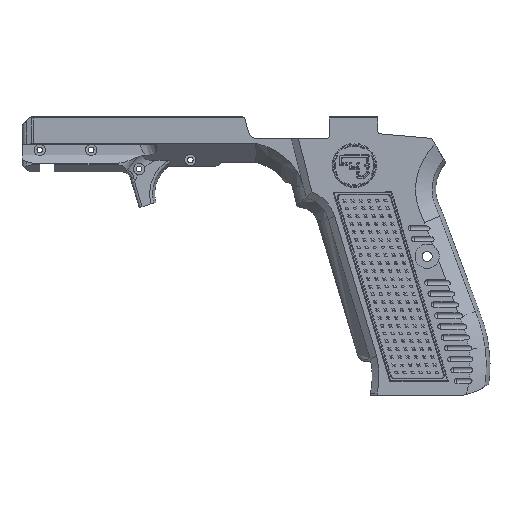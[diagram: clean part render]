
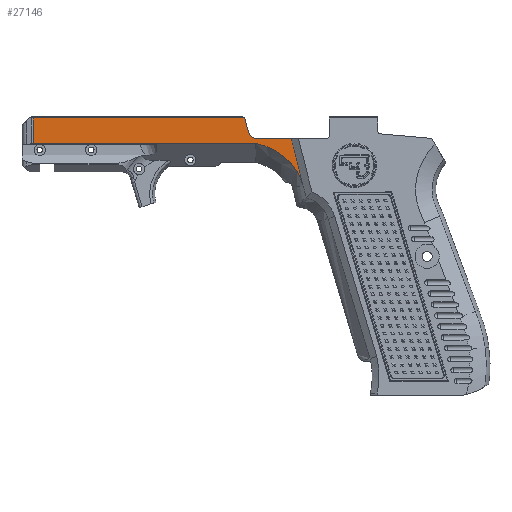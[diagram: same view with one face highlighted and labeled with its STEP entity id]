
A CAD part, front view. The second image highlights one B-rep face of the part: STEP entity #27146.
In plain terms, the highlighted planar face has unit normal (0, -1, 0).
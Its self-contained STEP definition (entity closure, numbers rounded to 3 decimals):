
#330=B_SPLINE_CURVE_WITH_KNOTS('',3,(#44766,#44767,#44768,#44769,#44770,
#44771),.UNSPECIFIED.,.F.,.F.,(4,2,4),(0.,0.5,1.),.UNSPECIFIED.);
#640=CIRCLE('',#29001,3.);
#7716=ORIENTED_EDGE('',*,*,#11609,.F.);
#7717=ORIENTED_EDGE('',*,*,#11717,.T.);
#7718=ORIENTED_EDGE('',*,*,#11718,.T.);
#7719=ORIENTED_EDGE('',*,*,#11605,.T.);
#7720=ORIENTED_EDGE('',*,*,#11604,.F.);
#7721=ORIENTED_EDGE('',*,*,#11719,.T.);
#7722=ORIENTED_EDGE('',*,*,#11720,.F.);
#7723=ORIENTED_EDGE('',*,*,#11709,.T.);
#11604=EDGE_CURVE('',#13997,#13996,#330,.F.);
#11605=EDGE_CURVE('',#13998,#13996,#17271,.T.);
#11609=EDGE_CURVE('',#14000,#14001,#17274,.T.);
#11709=EDGE_CURVE('',#14065,#14001,#640,.F.);
#11717=EDGE_CURVE('',#14000,#14069,#17325,.T.);
#11718=EDGE_CURVE('',#14069,#13998,#17326,.F.);
#11719=EDGE_CURVE('',#13997,#14070,#17327,.T.);
#11720=EDGE_CURVE('',#14065,#14070,#17328,.T.);
#13996=VERTEX_POINT('',#44759);
#13997=VERTEX_POINT('',#44765);
#13998=VERTEX_POINT('',#44774);
#14000=VERTEX_POINT('',#44780);
#14001=VERTEX_POINT('',#44782);
#14065=VERTEX_POINT('',#45500);
#14069=VERTEX_POINT('',#45515);
#14070=VERTEX_POINT('',#45518);
#17271=LINE('',#44773,#20514);
#17274=LINE('',#44781,#20517);
#17325=LINE('',#45514,#20568);
#17326=LINE('',#45516,#20569);
#17327=LINE('',#45517,#20570);
#17328=LINE('',#45519,#20571);
#20514=VECTOR('',#35653,1000.);
#20517=VECTOR('',#35660,1000.);
#20568=VECTOR('',#35817,1000.);
#20569=VECTOR('',#35818,1000.);
#20570=VECTOR('',#35819,1000.);
#20571=VECTOR('',#35820,1000.);
#22364=EDGE_LOOP('',(#7716,#7717,#7718,#7719,#7720,#7721,#7722,#7723));
#24146=FACE_BOUND('',#22364,.T.);
#25580=PLANE('',#29007);
#27146=ADVANCED_FACE('',(#24146),#25580,.T.);
#29001=AXIS2_PLACEMENT_3D('',#45499,#35799,#35800);
#29007=AXIS2_PLACEMENT_3D('',#45513,#35815,#35816);
#35653=DIRECTION('',(1.,0.,0.));
#35660=DIRECTION('',(0.259,0.,-0.966));
#35799=DIRECTION('',(0.,-1.,0.));
#35800=DIRECTION('',(0.,0.,-1.));
#35815=DIRECTION('',(0.,-1.,0.));
#35816=DIRECTION('',(0.,0.,-1.));
#35817=DIRECTION('',(-1.,0.,0.));
#35818=DIRECTION('',(0.,0.,1.));
#35819=DIRECTION('',(-0.248,0.,0.969));
#35820=DIRECTION('',(1.,0.,0.));
#44759=CARTESIAN_POINT('',(87.226,-12.,-18.894));
#44765=CARTESIAN_POINT('',(103.965,-12.,-34.087));
#44766=CARTESIAN_POINT('',(87.226,-12.,-18.894));
#44767=CARTESIAN_POINT('',(91.312,-12.,-19.707));
#44768=CARTESIAN_POINT('',(95.048,-12.,-21.634));
#44769=CARTESIAN_POINT('',(100.874,-12.,-27.008));
#44770=CARTESIAN_POINT('',(102.951,-12.,-30.443));
#44771=CARTESIAN_POINT('',(103.965,-12.,-34.087));
#44773=CARTESIAN_POINT('',(32.25,-12.,-18.894));
#44774=CARTESIAN_POINT('',(9.284,-12.,-18.894));
#44780=CARTESIAN_POINT('',(83.345,-12.,-10.));
#44781=CARTESIAN_POINT('',(85.223,-12.,-17.009));
#44782=CARTESIAN_POINT('',(84.692,-12.,-15.026));
#45499=CARTESIAN_POINT('',(87.59,-12.,-14.25));
#45500=CARTESIAN_POINT('',(87.59,-12.,-17.25));
#45513=CARTESIAN_POINT('',(32.25,-12.,-36.779));
#45514=CARTESIAN_POINT('',(32.25,-12.,-10.));
#45515=CARTESIAN_POINT('',(9.284,-12.,-10.));
#45516=CARTESIAN_POINT('',(9.284,-12.,-36.779));
#45517=CARTESIAN_POINT('',(102.23,-12.,-27.31));
#45518=CARTESIAN_POINT('',(99.654,-12.,-17.25));
#45519=CARTESIAN_POINT('',(32.25,-12.,-17.25));
